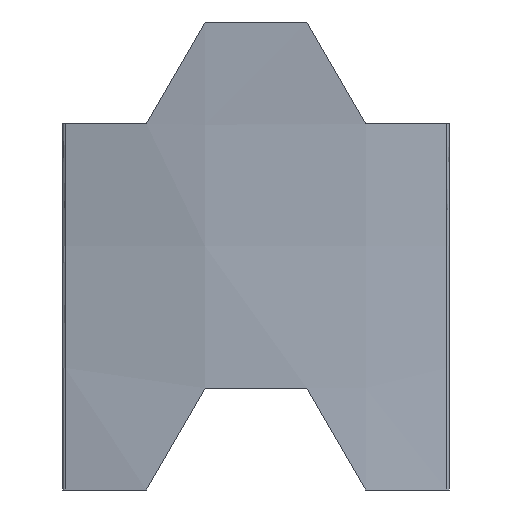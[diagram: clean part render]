
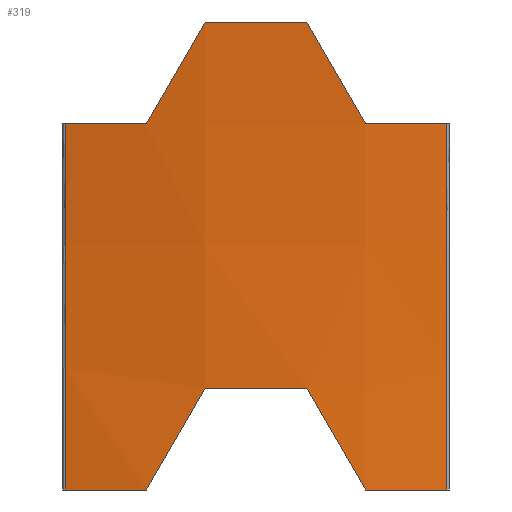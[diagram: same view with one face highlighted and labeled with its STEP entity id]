
A CAD part, front view. The second image highlights one B-rep face of the part: STEP entity #319.
In plain terms, the highlighted toroidal (fillet/blend) face has major radius 4376.74 mm and minor radius 579.438 mm.
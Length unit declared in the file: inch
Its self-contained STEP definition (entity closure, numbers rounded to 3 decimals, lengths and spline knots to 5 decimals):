
#18=CIRCLE('',#360,149.98677);
#20=CIRCLE('',#365,149.98677);
#26=TOROIDAL_SURFACE('',#364,172.3125,22.8125);
#43=FACE_OUTER_BOUND('',#61,.T.);
#61=EDGE_LOOP('',(#269,#270,#271,#272,#273,#274,#275,#276,#277,#278,#279,
#280));
#89=B_SPLINE_CURVE_WITH_KNOTS('',3,(#441,#442,#443,#444,#445,#446),
 .UNSPECIFIED.,.F.,.F.,(4,2,4),(178.27793,182.43548,183.0033),
 .UNSPECIFIED.);
#93=B_SPLINE_CURVE_WITH_KNOTS('',3,(#485,#486,#487,#488,#489,#490),
 .UNSPECIFIED.,.F.,.F.,(4,2,4),(160.423,160.99083,165.14838),
 .UNSPECIFIED.);
#97=B_SPLINE_CURVE_WITH_KNOTS('',3,(#528,#529,#530,#531),.UNSPECIFIED.,
 .F.,.F.,(4,4),(252.40606,259.5214),.UNSPECIFIED.);
#99=B_SPLINE_CURVE_WITH_KNOTS('',3,(#540,#541,#542,#543,#544,#545),
 .UNSPECIFIED.,.F.,.F.,(4,2,4),(168.67735,171.77936,174.88137),
 .UNSPECIFIED.);
#101=B_SPLINE_CURVE_WITH_KNOTS('',3,(#555,#556,#557,#558),.UNSPECIFIED.,
 .F.,.F.,(4,4),(275.53521,282.65055),.UNSPECIFIED.);
#103=B_SPLINE_CURVE_WITH_KNOTS('',3,(#566,#567,#568,#569,#570,#571),
 .UNSPECIFIED.,.F.,.F.,(4,2,4),(178.19211,182.3538,182.9173),
 .UNSPECIFIED.);
#107=B_SPLINE_CURVE_WITH_KNOTS('',3,(#610,#611,#612,#613,#614,#615),
 .UNSPECIFIED.,.F.,.F.,(4,2,4),(160.33738,160.90088,165.06257),
 .UNSPECIFIED.);
#111=B_SPLINE_CURVE_WITH_KNOTS('',3,(#653,#654,#655,#656),.UNSPECIFIED.,
 .F.,.F.,(4,4),(253.32615,260.41546),.UNSPECIFIED.);
#113=B_SPLINE_CURVE_WITH_KNOTS('',3,(#665,#666,#667,#668,#669,#670),
 .UNSPECIFIED.,.F.,.F.,(4,2,4),(168.52532,171.62734,174.72936),
 .UNSPECIFIED.);
#115=B_SPLINE_CURVE_WITH_KNOTS('',3,(#680,#681,#682,#683),.UNSPECIFIED.,
 .F.,.F.,(4,4),(273.90761,280.99691),.UNSPECIFIED.);
#117=VERTEX_POINT('',#439);
#118=VERTEX_POINT('',#440);
#123=VERTEX_POINT('',#483);
#124=VERTEX_POINT('',#484);
#129=VERTEX_POINT('',#527);
#131=VERTEX_POINT('',#539);
#133=VERTEX_POINT('',#564);
#134=VERTEX_POINT('',#565);
#139=VERTEX_POINT('',#608);
#140=VERTEX_POINT('',#609);
#145=VERTEX_POINT('',#652);
#147=VERTEX_POINT('',#664);
#149=EDGE_CURVE('',#117,#118,#89,.T.);
#155=EDGE_CURVE('',#123,#124,#93,.T.);
#161=EDGE_CURVE('',#124,#129,#97,.T.);
#164=EDGE_CURVE('',#129,#131,#99,.T.);
#167=EDGE_CURVE('',#131,#117,#101,.T.);
#169=EDGE_CURVE('',#133,#134,#103,.T.);
#175=EDGE_CURVE('',#139,#140,#107,.T.);
#181=EDGE_CURVE('',#140,#145,#111,.T.);
#184=EDGE_CURVE('',#145,#147,#113,.T.);
#187=EDGE_CURVE('',#147,#133,#115,.T.);
#192=EDGE_CURVE('',#139,#118,#18,.T.);
#194=EDGE_CURVE('',#123,#134,#20,.T.);
#269=ORIENTED_EDGE('',*,*,#149,.T.);
#270=ORIENTED_EDGE('',*,*,#192,.F.);
#271=ORIENTED_EDGE('',*,*,#175,.T.);
#272=ORIENTED_EDGE('',*,*,#181,.T.);
#273=ORIENTED_EDGE('',*,*,#184,.T.);
#274=ORIENTED_EDGE('',*,*,#187,.T.);
#275=ORIENTED_EDGE('',*,*,#169,.T.);
#276=ORIENTED_EDGE('',*,*,#194,.F.);
#277=ORIENTED_EDGE('',*,*,#155,.T.);
#278=ORIENTED_EDGE('',*,*,#161,.T.);
#279=ORIENTED_EDGE('',*,*,#164,.T.);
#280=ORIENTED_EDGE('',*,*,#167,.T.);
#319=ADVANCED_FACE('',(#43),#26,.T.);
#360=AXIS2_PLACEMENT_3D('',#693,#415,#416);
#364=AXIS2_PLACEMENT_3D('',#697,#423,#424);
#365=AXIS2_PLACEMENT_3D('',#698,#425,#426);
#415=DIRECTION('center_axis',(1.,0.,0.));
#416=DIRECTION('ref_axis',(0.,0.999,-0.033));
#423=DIRECTION('center_axis',(1.,0.,0.));
#424=DIRECTION('ref_axis',(0.,0.,-1.));
#425=DIRECTION('center_axis',(-1.,0.,0.));
#426=DIRECTION('ref_axis',(0.,0.999,0.033));
#439=CARTESIAN_POINT('',(-2.69338,-0.54124,7.75));
#440=CARTESIAN_POINT('',(-4.68744,-0.21359,7.75));
#441=CARTESIAN_POINT('Ctrl Pts',(-2.69338,-0.54124,7.75));
#442=CARTESIAN_POINT('Ctrl Pts',(-3.27701,-0.47176,7.75));
#443=CARTESIAN_POINT('Ctrl Pts',(-3.86517,-0.37862,7.75));
#444=CARTESIAN_POINT('Ctrl Pts',(-4.52833,-0.24659,7.75));
#445=CARTESIAN_POINT('Ctrl Pts',(-4.60794,-0.2303,7.75));
#446=CARTESIAN_POINT('Ctrl Pts',(-4.68744,-0.21359,7.75));
#483=CARTESIAN_POINT('',(4.68744,-0.21359,7.75));
#484=CARTESIAN_POINT('',(2.69338,-0.54124,7.75));
#485=CARTESIAN_POINT('Ctrl Pts',(4.68744,-0.21359,7.75));
#486=CARTESIAN_POINT('Ctrl Pts',(4.60794,-0.2303,7.75));
#487=CARTESIAN_POINT('Ctrl Pts',(4.52833,-0.24659,7.75));
#488=CARTESIAN_POINT('Ctrl Pts',(3.86517,-0.37862,7.75));
#489=CARTESIAN_POINT('Ctrl Pts',(3.27701,-0.47176,7.75));
#490=CARTESIAN_POINT('Ctrl Pts',(2.69338,-0.54124,7.75));
#527=CARTESIAN_POINT('',(1.25,-0.81744,10.25));
#528=CARTESIAN_POINT('Ctrl Pts',(2.69338,-0.54124,7.75));
#529=CARTESIAN_POINT('Ctrl Pts',(2.20777,-0.64267,8.5911));
#530=CARTESIAN_POINT('Ctrl Pts',(1.7262,-0.73458,9.4252));
#531=CARTESIAN_POINT('Ctrl Pts',(1.25,-0.81744,10.25));
#539=CARTESIAN_POINT('',(-1.25,-0.81744,10.25));
#540=CARTESIAN_POINT('Ctrl Pts',(1.25,-0.81744,10.25));
#541=CARTESIAN_POINT('Ctrl Pts',(0.82508,-0.84081,10.25));
#542=CARTESIAN_POINT('Ctrl Pts',(0.40709,-0.85179,10.25));
#543=CARTESIAN_POINT('Ctrl Pts',(-0.40709,-0.85179,
10.25));
#544=CARTESIAN_POINT('Ctrl Pts',(-0.82508,-0.84081,
10.25));
#545=CARTESIAN_POINT('Ctrl Pts',(-1.25,-0.81744,10.25));
#555=CARTESIAN_POINT('Ctrl Pts',(-1.25,-0.81744,10.25));
#556=CARTESIAN_POINT('Ctrl Pts',(-1.7262,-0.73458,9.4252));
#557=CARTESIAN_POINT('Ctrl Pts',(-2.20777,-0.64267,8.5911));
#558=CARTESIAN_POINT('Ctrl Pts',(-2.69338,-0.54124,7.75));
#564=CARTESIAN_POINT('',(2.69338,-0.34566,-1.25));
#565=CARTESIAN_POINT('',(4.68744,-0.01844,-1.25));
#566=CARTESIAN_POINT('Ctrl Pts',(2.69338,-0.34566,-1.25));
#567=CARTESIAN_POINT('Ctrl Pts',(3.2776,-0.2762,-1.25));
#568=CARTESIAN_POINT('Ctrl Pts',(3.86637,-0.18307,-1.25));
#569=CARTESIAN_POINT('Ctrl Pts',(4.52954,-0.05115,-1.25));
#570=CARTESIAN_POINT('Ctrl Pts',(4.60854,-0.035,-1.25));
#571=CARTESIAN_POINT('Ctrl Pts',(4.68744,-0.01844,-1.25));
#608=CARTESIAN_POINT('',(-4.68744,-0.01844,-1.25));
#609=CARTESIAN_POINT('',(-2.69338,-0.34566,-1.25));
#610=CARTESIAN_POINT('Ctrl Pts',(-4.68744,-0.01844,
-1.25));
#611=CARTESIAN_POINT('Ctrl Pts',(-4.60854,-0.035,-1.25));
#612=CARTESIAN_POINT('Ctrl Pts',(-4.52954,-0.05115,-1.25));
#613=CARTESIAN_POINT('Ctrl Pts',(-3.86637,-0.18307,-1.25));
#614=CARTESIAN_POINT('Ctrl Pts',(-3.2776,-0.2762,-1.25));
#615=CARTESIAN_POINT('Ctrl Pts',(-2.69338,-0.34566,-1.25));
#652=CARTESIAN_POINT('',(-1.25,-0.47095,1.25));
#653=CARTESIAN_POINT('Ctrl Pts',(-2.69338,-0.34566,-1.25));
#654=CARTESIAN_POINT('Ctrl Pts',(-2.20757,-0.3964,-0.40856));
#655=CARTESIAN_POINT('Ctrl Pts',(-1.726,-0.43794,0.42554));
#656=CARTESIAN_POINT('Ctrl Pts',(-1.25,-0.47095,1.25));
#664=CARTESIAN_POINT('',(1.25,-0.47095,1.25));
#665=CARTESIAN_POINT('Ctrl Pts',(-1.25,-0.47095,1.25));
#666=CARTESIAN_POINT('Ctrl Pts',(-0.82508,-0.49427,
1.25));
#667=CARTESIAN_POINT('Ctrl Pts',(-0.40709,-0.50523,
1.25));
#668=CARTESIAN_POINT('Ctrl Pts',(0.40709,-0.50523,1.25));
#669=CARTESIAN_POINT('Ctrl Pts',(0.82508,-0.49427,1.25));
#670=CARTESIAN_POINT('Ctrl Pts',(1.25,-0.47095,1.25));
#680=CARTESIAN_POINT('Ctrl Pts',(1.25,-0.47095,1.25));
#681=CARTESIAN_POINT('Ctrl Pts',(1.726,-0.43794,0.42554));
#682=CARTESIAN_POINT('Ctrl Pts',(2.20757,-0.3964,-0.40856));
#683=CARTESIAN_POINT('Ctrl Pts',(2.69338,-0.34566,-1.25));
#693=CARTESIAN_POINT('Origin',(-4.68744,-150.,0.));
#697=CARTESIAN_POINT('Origin',(0.,-150.,0.));
#698=CARTESIAN_POINT('Origin',(4.68744,-150.,0.));
